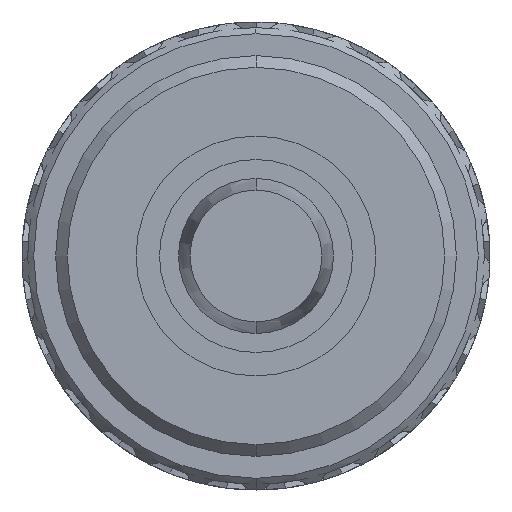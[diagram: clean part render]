
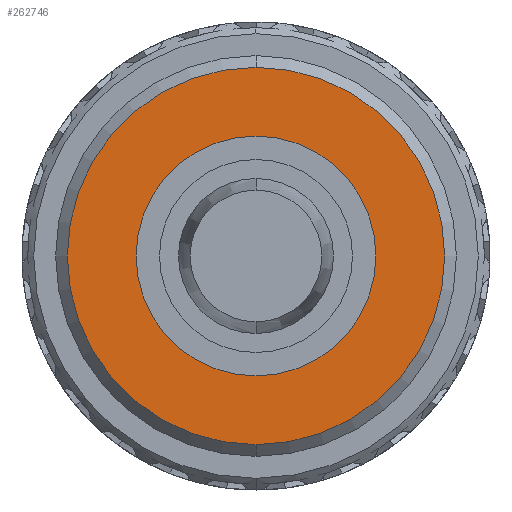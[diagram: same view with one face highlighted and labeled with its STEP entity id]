
A CAD part, front view. The second image highlights one B-rep face of the part: STEP entity #262746.
In plain terms, the highlighted planar face has unit normal (0, -1, 0).
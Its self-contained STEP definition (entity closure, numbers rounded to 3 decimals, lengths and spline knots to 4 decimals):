
#51060=CARTESIAN_POINT('',(0.,-5.35,0.));
#51061=DIRECTION('',(0.,1.,0.));
#51062=DIRECTION('',(0.,0.,-1.));
#51063=AXIS2_PLACEMENT_3D('',#51060,#51061,#51062);
#51065=CARTESIAN_POINT('',(0.,-5.35,0.));
#51066=DIRECTION('',(0.,1.,0.));
#51067=DIRECTION('',(0.,0.,1.));
#51068=AXIS2_PLACEMENT_3D('',#51065,#51066,#51067);
#51070=CARTESIAN_POINT('',(0.,-5.35,0.));
#51071=DIRECTION('',(0.,1.,0.));
#51072=DIRECTION('',(0.,0.,-1.));
#51073=AXIS2_PLACEMENT_3D('',#51070,#51071,#51072);
#51075=CARTESIAN_POINT('',(0.,-5.35,0.));
#51076=DIRECTION('',(0.,1.,0.));
#51077=DIRECTION('',(0.,0.,1.));
#51078=AXIS2_PLACEMENT_3D('',#51075,#51076,#51077);
#51198=CARTESIAN_POINT('',(0.,-5.35,-2.05));
#51199=CARTESIAN_POINT('',(0.,-5.35,2.05));
#51200=VERTEX_POINT('',#51198);
#51201=VERTEX_POINT('',#51199);
#52264=CARTESIAN_POINT('',(0.,-5.35,-3.225));
#52265=CARTESIAN_POINT('',(0.,-5.35,3.225));
#52266=VERTEX_POINT('',#52264);
#52267=VERTEX_POINT('',#52265);
#262731=CARTESIAN_POINT('',(0.,-5.35,0.));
#262732=DIRECTION('',(0.,1.,0.));
#262733=DIRECTION('',(0.,0.,-1.));
#262734=AXIS2_PLACEMENT_3D('',#262731,#262732,#262733);
#262735=PLANE('',#262734);
#262736=ORIENTED_EDGE('',*,*,#262695,.T.);
#262737=ORIENTED_EDGE('',*,*,#262680,.T.);
#262738=EDGE_LOOP('',(#262736,#262737));
#262739=FACE_OUTER_BOUND('',#262738,.F.);
#262741=ORIENTED_EDGE('',*,*,#262740,.F.);
#262743=ORIENTED_EDGE('',*,*,#262742,.F.);
#262744=EDGE_LOOP('',(#262741,#262743));
#262745=FACE_BOUND('',#262744,.F.);
#51064=CIRCLE('',#51063,2.05);
#51069=CIRCLE('',#51068,2.05);
#51074=CIRCLE('',#51073,3.225);
#51079=CIRCLE('',#51078,3.225);
#262680=EDGE_CURVE('',#52267,#52266,#51079,.T.);
#262695=EDGE_CURVE('',#52266,#52267,#51074,.T.);
#262740=EDGE_CURVE('',#51200,#51201,#51064,.T.);
#262742=EDGE_CURVE('',#51201,#51200,#51069,.T.);
#262746=ADVANCED_FACE('',(#262739,#262745),#262735,.F.);
